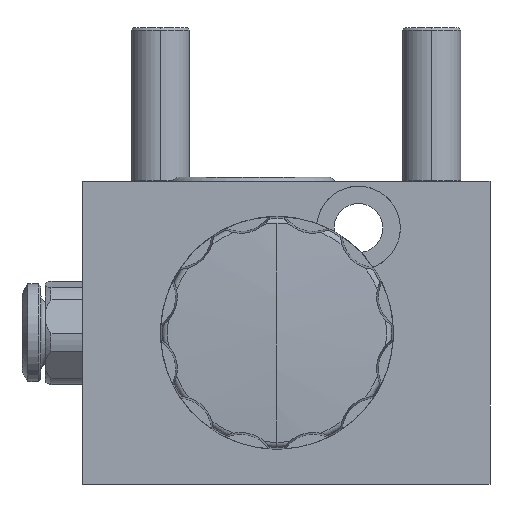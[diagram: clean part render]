
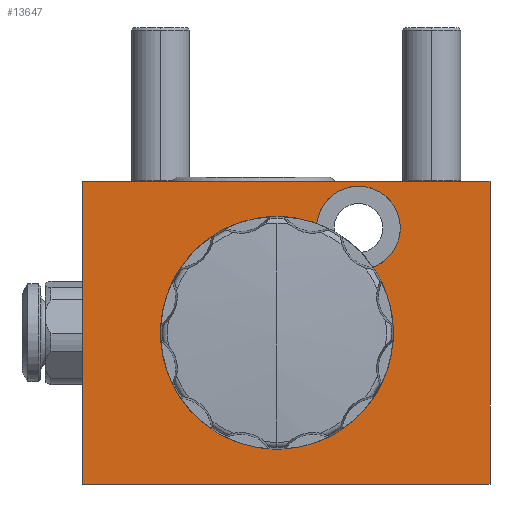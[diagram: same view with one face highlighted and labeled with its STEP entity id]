
A CAD part, left-side view. The second image highlights one B-rep face of the part: STEP entity #13647.
In plain terms, the highlighted planar face has unit normal (-1, 0, 0).
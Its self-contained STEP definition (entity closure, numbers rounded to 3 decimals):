
#7 = CARTESIAN_POINT ( 'NONE',  ( 0., 6.954, 13.955 ) ) ;
#337 = VERTEX_POINT ( 'NONE', #5935 ) ;
#472 = ORIENTED_EDGE ( 'NONE', *, *, #5498, .F. ) ;
#609 = VERTEX_POINT ( 'NONE', #7586 ) ;
#830 = VERTEX_POINT ( 'NONE', #6844 ) ;
#1106 = VECTOR ( 'NONE', #3937, 1000. ) ;
#1218 = DIRECTION ( 'NONE',  ( 0., 0., -1. ) ) ;
#1381 = ORIENTED_EDGE ( 'NONE', *, *, #5490, .F. ) ;
#1573 = LINE ( 'NONE', #6838, #10699 ) ;
#1736 = CARTESIAN_POINT ( 'NONE',  ( 0., 11.8, 26. ) ) ;
#1790 = VERTEX_POINT ( 'NONE', #11271 ) ;
#2095 = EDGE_CURVE ( 'NONE', #3816, #830, #4761, .T. ) ;
#2244 = AXIS2_PLACEMENT_3D ( 'NONE', #12240, #5109, #13402 ) ;
#2281 = ORIENTED_EDGE ( 'NONE', *, *, #8777, .T. ) ;
#2294 = FACE_BOUND ( 'NONE', #13864, .T. ) ;
#2708 = ORIENTED_EDGE ( 'NONE', *, *, #13741, .F. ) ;
#2750 = ORIENTED_EDGE ( 'NONE', *, *, #7176, .F. ) ;
#2817 = EDGE_CURVE ( 'NONE', #5462, #3816, #14736, .T. ) ;
#3006 = EDGE_CURVE ( 'NONE', #15007, #609, #8981, .T. ) ;
#3501 = CARTESIAN_POINT ( 'NONE',  ( 0., 0., 26. ) ) ;
#3546 = DIRECTION ( 'NONE',  ( -1., 0., 0. ) ) ;
#3608 = CARTESIAN_POINT ( 'NONE',  ( 0., 0., 26. ) ) ;
#3785 = ORIENTED_EDGE ( 'NONE', *, *, #2817, .F. ) ;
#3816 = VERTEX_POINT ( 'NONE', #3608 ) ;
#3937 = DIRECTION ( 'NONE',  ( 0., 0., -1. ) ) ;
#4195 = CARTESIAN_POINT ( 'NONE',  ( 0., 13.454, 2.697 ) ) ;
#4530 = CARTESIAN_POINT ( 'NONE',  ( 0., 0., 0. ) ) ;
#4539 = LINE ( 'NONE', #12452, #13625 ) ;
#4599 = AXIS2_PLACEMENT_3D ( 'NONE', #10650, #3546, #11862 ) ;
#4610 = EDGE_CURVE ( 'NONE', #337, #830, #5584, .T. ) ;
#4613 = ORIENTED_EDGE ( 'NONE', *, *, #4833, .F. ) ;
#4645 = VECTOR ( 'NONE', #8327, 1000. ) ;
#4693 = VECTOR ( 'NONE', #5403, 1000. ) ;
#4696 = DIRECTION ( 'NONE',  ( 0., -1., 0. ) ) ;
#4761 = LINE ( 'NONE', #10677, #11082 ) ;
#4833 = EDGE_CURVE ( 'NONE', #1790, #10996, #7813, .T. ) ;
#4836 = CARTESIAN_POINT ( 'NONE',  ( 0., 18.3, 5.494 ) ) ;
#4890 = AXIS2_PLACEMENT_3D ( 'NONE', #13653, #6562, #14861 ) ;
#5014 = LINE ( 'NONE', #7, #4645 ) ;
#5109 = DIRECTION ( 'NONE',  ( 1., 0., 0. ) ) ;
#5156 = CIRCLE ( 'NONE', #14271, 9. ) ;
#5263 = EDGE_CURVE ( 'NONE', #14381, #7357, #5580, .T. ) ;
#5318 = CARTESIAN_POINT ( 'NONE',  ( 0., -4.304, 18.545 ) ) ;
#5333 = CARTESIAN_POINT ( 'NONE',  ( 0., 18.3, 13. ) ) ;
#5403 = DIRECTION ( 'NONE',  ( 0., -0.866, -0.5 ) ) ;
#5462 = VERTEX_POINT ( 'NONE', #12993 ) ;
#5490 = EDGE_CURVE ( 'NONE', #7357, #8470, #7810, .T. ) ;
#5498 = EDGE_CURVE ( 'NONE', #609, #15397, #5014, .T. ) ;
#5580 = CIRCLE ( 'NONE', #4890, 3.6 ) ;
#5584 = LINE ( 'NONE', #4530, #11534 ) ;
#5814 = VECTOR ( 'NONE', #12463, 1000. ) ;
#5935 = CARTESIAN_POINT ( 'NONE',  ( 0., 35., 0. ) ) ;
#6385 = ORIENTED_EDGE ( 'NONE', *, *, #2095, .F. ) ;
#6475 = DIRECTION ( 'NONE',  ( 0., 0., -1. ) ) ;
#6531 = DIRECTION ( 'NONE',  ( 0., 0., -1. ) ) ;
#6562 = DIRECTION ( 'NONE',  ( -1., 0., 0. ) ) ;
#6746 = CARTESIAN_POINT ( 'NONE',  ( 0., 11.104, 18.405 ) ) ;
#6838 = CARTESIAN_POINT ( 'NONE',  ( 0., 2.196, 29.803 ) ) ;
#6844 = CARTESIAN_POINT ( 'NONE',  ( 0., 0., 0. ) ) ;
#7176 = EDGE_CURVE ( 'NONE', #8470, #14381, #5156, .T. ) ;
#7282 = ORIENTED_EDGE ( 'NONE', *, *, #5263, .F. ) ;
#7357 = VERTEX_POINT ( 'NONE', #9265 ) ;
#7395 = PLANE ( 'NONE',  #2244 ) ;
#7586 = CARTESIAN_POINT ( 'NONE',  ( 0., 11.8, 16.753 ) ) ;
#7810 = CIRCLE ( 'NONE', #4599, 3.6 ) ;
#7813 = LINE ( 'NONE', #13374, #1106 ) ;
#7857 = EDGE_LOOP ( 'NONE', ( #14851, #6385, #3785, #2281 ) ) ;
#7979 = VERTEX_POINT ( 'NONE', #4836 ) ;
#8024 = CARTESIAN_POINT ( 'NONE',  ( 0., 24.8, 9.247 ) ) ;
#8327 = DIRECTION ( 'NONE',  ( 0., 0.866, 0.5 ) ) ;
#8335 = CARTESIAN_POINT ( 'NONE',  ( 0., 11.8, 9.247 ) ) ;
#8342 = EDGE_CURVE ( 'NONE', #15397, #1790, #1573, .T. ) ;
#8457 = ORIENTED_EDGE ( 'NONE', *, *, #3006, .F. ) ;
#8470 = VERTEX_POINT ( 'NONE', #14194 ) ;
#8632 = FACE_OUTER_BOUND ( 'NONE', #7857, .T. ) ;
#8777 = EDGE_CURVE ( 'NONE', #5462, #337, #4539, .T. ) ;
#8981 = LINE ( 'NONE', #1736, #5814 ) ;
#9265 = CARTESIAN_POINT ( 'NONE',  ( 0., 11.3, 25.6 ) ) ;
#9688 = EDGE_CURVE ( 'NONE', #10996, #7979, #14152, .T. ) ;
#10650 = CARTESIAN_POINT ( 'NONE',  ( 0., 11.3, 22. ) ) ;
#10677 = CARTESIAN_POINT ( 'NONE',  ( 0., 0., 26. ) ) ;
#10699 = VECTOR ( 'NONE', #15124, 1000. ) ;
#10996 = VERTEX_POINT ( 'NONE', #8024 ) ;
#11082 = VECTOR ( 'NONE', #1218, 1000. ) ;
#11271 = CARTESIAN_POINT ( 'NONE',  ( 0., 24.8, 16.753 ) ) ;
#11306 = ORIENTED_EDGE ( 'NONE', *, *, #9688, .F. ) ;
#11418 = FACE_BOUND ( 'NONE', #13127, .T. ) ;
#11534 = VECTOR ( 'NONE', #12849, 1000. ) ;
#11588 = VECTOR ( 'NONE', #4696, 1000. ) ;
#11862 = DIRECTION ( 'NONE',  ( 0., 0., 1. ) ) ;
#12240 = CARTESIAN_POINT ( 'NONE',  ( 0., 0., 26. ) ) ;
#12445 = DIRECTION ( 'NONE',  ( 0., -0.866, 0.5 ) ) ;
#12452 = CARTESIAN_POINT ( 'NONE',  ( 0., 35., 26. ) ) ;
#12463 = DIRECTION ( 'NONE',  ( 0., 0., 1. ) ) ;
#12789 = CARTESIAN_POINT ( 'NONE',  ( 0., 18.3, 20.506 ) ) ;
#12849 = DIRECTION ( 'NONE',  ( 0., -1., 0. ) ) ;
#12993 = CARTESIAN_POINT ( 'NONE',  ( 0., 35., 26. ) ) ;
#13127 = EDGE_LOOP ( 'NONE', ( #2750, #1381, #7282 ) ) ;
#13374 = CARTESIAN_POINT ( 'NONE',  ( 0., 24.8, 26. ) ) ;
#13402 = DIRECTION ( 'NONE',  ( 0., 0., -1. ) ) ;
#13615 = DIRECTION ( 'NONE',  ( 1., 0., 0. ) ) ;
#13625 = VECTOR ( 'NONE', #6475, 1000. ) ;
#13647 = ADVANCED_FACE ( 'NONE', ( #11418, #8632, #2294 ), #7395, .F. ) ;
#13653 = CARTESIAN_POINT ( 'NONE',  ( 0., 11.3, 22. ) ) ;
#13741 = EDGE_CURVE ( 'NONE', #7979, #15007, #15107, .T. ) ;
#13864 = EDGE_LOOP ( 'NONE', ( #472, #8457, #2708, #11306, #4613, #15011 ) ) ;
#14152 = LINE ( 'NONE', #4195, #4693 ) ;
#14194 = CARTESIAN_POINT ( 'NONE',  ( 0., 14.832, 21.305 ) ) ;
#14271 = AXIS2_PLACEMENT_3D ( 'NONE', #5333, #13615, #6531 ) ;
#14381 = VERTEX_POINT ( 'NONE', #6746 ) ;
#14736 = LINE ( 'NONE', #3501, #11588 ) ;
#14746 = VECTOR ( 'NONE', #12445, 1000. ) ;
#14851 = ORIENTED_EDGE ( 'NONE', *, *, #4610, .T. ) ;
#14861 = DIRECTION ( 'NONE',  ( 0., 0., 1. ) ) ;
#15007 = VERTEX_POINT ( 'NONE', #8335 ) ;
#15011 = ORIENTED_EDGE ( 'NONE', *, *, #8342, .F. ) ;
#15107 = LINE ( 'NONE', #5318, #14746 ) ;
#15124 = DIRECTION ( 'NONE',  ( 0., 0.866, -0.5 ) ) ;
#15397 = VERTEX_POINT ( 'NONE', #12789 ) ;
